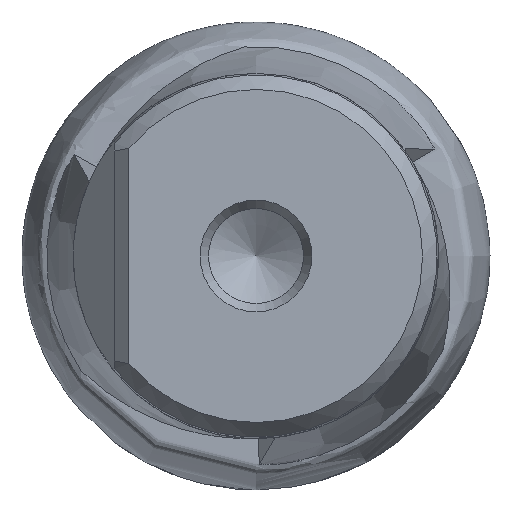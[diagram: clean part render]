
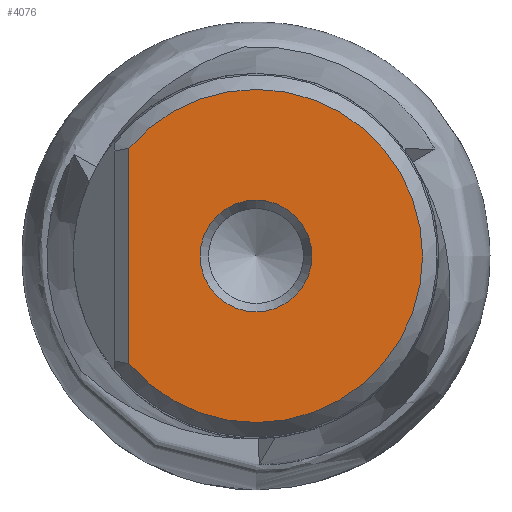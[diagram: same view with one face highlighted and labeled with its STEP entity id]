
A CAD part, left-side view. The second image highlights one B-rep face of the part: STEP entity #4076.
In plain terms, the highlighted planar face has unit normal (-1, 0, 0).
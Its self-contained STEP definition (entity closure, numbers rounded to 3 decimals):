
#142 = ORIENTED_EDGE ( 'NONE', *, *, #4772, .F. ) ;
#203 = ORIENTED_EDGE ( 'NONE', *, *, #2352, .F. ) ;
#212 = CARTESIAN_POINT ( 'NONE',  ( -135.05, 8.7, 0. ) ) ;
#294 = CARTESIAN_POINT ( 'NONE',  ( -135.05, 0., -3.827 ) ) ;
#322 = VERTEX_POINT ( 'NONE', #3268 ) ;
#448 = CARTESIAN_POINT ( 'NONE',  ( -135.05, 0., 0. ) ) ;
#815 = DIRECTION ( 'NONE',  ( 0., 0., -1. ) ) ;
#985 = DIRECTION ( 'NONE',  ( 1., 0., 0. ) ) ;
#1288 = CIRCLE ( 'NONE', #1459, 11.4 ) ;
#1410 = PLANE ( 'NONE',  #2253 ) ;
#1459 = AXIS2_PLACEMENT_3D ( 'NONE', #448, #3076, #815 ) ;
#1524 = CARTESIAN_POINT ( 'NONE',  ( -135.05, 8.7, -7.367 ) ) ;
#1935 = EDGE_CURVE ( 'NONE', #4403, #4403, #4819, .T. ) ;
#2253 = AXIS2_PLACEMENT_3D ( 'NONE', #3759, #4946, #2635 ) ;
#2284 = VERTEX_POINT ( 'NONE', #1524 ) ;
#2352 = EDGE_CURVE ( 'NONE', #322, #2284, #1288, .T. ) ;
#2635 = DIRECTION ( 'NONE',  ( 0., 0., 1. ) ) ;
#2688 = EDGE_LOOP ( 'NONE', ( #142, #203 ) ) ;
#2958 = VECTOR ( 'NONE', #4374, 1000. ) ;
#3066 = LINE ( 'NONE', #212, #2958 ) ;
#3076 = DIRECTION ( 'NONE',  ( 1., 0., 0. ) ) ;
#3250 = CARTESIAN_POINT ( 'NONE',  ( -135.05, 0., 0. ) ) ;
#3268 = CARTESIAN_POINT ( 'NONE',  ( -135.05, 8.7, 7.367 ) ) ;
#3582 = FACE_OUTER_BOUND ( 'NONE', #2688, .T. ) ;
#3629 = DIRECTION ( 'NONE',  ( 0., 0., -1. ) ) ;
#3759 = CARTESIAN_POINT ( 'NONE',  ( -135.05, 11.4, 0. ) ) ;
#3984 = ORIENTED_EDGE ( 'NONE', *, *, #1935, .T. ) ;
#4076 = ADVANCED_FACE ( 'NONE', ( #4735, #3582 ), #1410, .T. ) ;
#4290 = AXIS2_PLACEMENT_3D ( 'NONE', #3250, #985, #3629 ) ;
#4374 = DIRECTION ( 'NONE',  ( 0., 0., 1. ) ) ;
#4403 = VERTEX_POINT ( 'NONE', #294 ) ;
#4716 = EDGE_LOOP ( 'NONE', ( #3984 ) ) ;
#4735 = FACE_BOUND ( 'NONE', #4716, .T. ) ;
#4772 = EDGE_CURVE ( 'NONE', #2284, #322, #3066, .T. ) ;
#4819 = CIRCLE ( 'NONE', #4290, 3.827 ) ;
#4946 = DIRECTION ( 'NONE',  ( -1., 0., 0. ) ) ;
